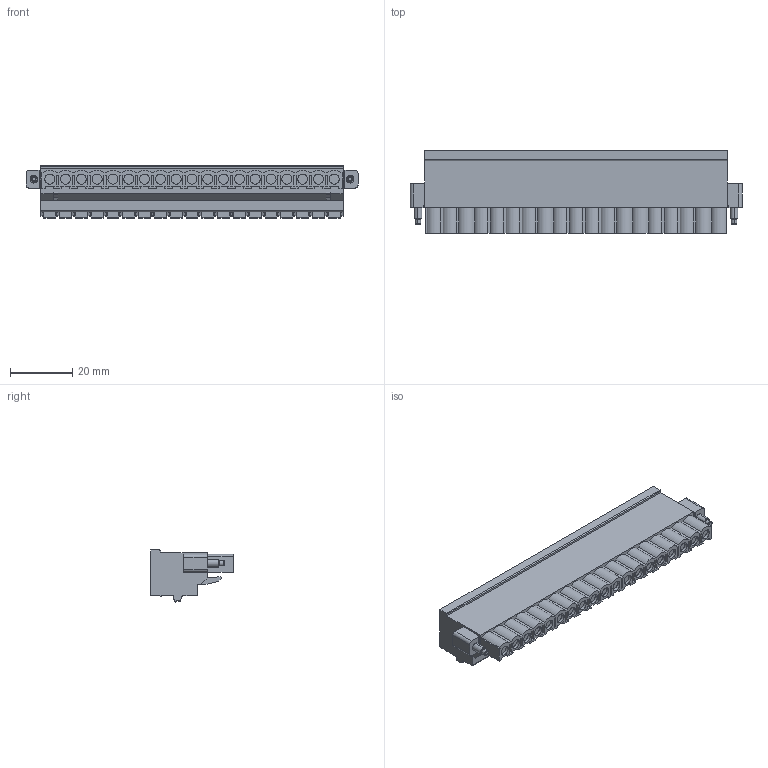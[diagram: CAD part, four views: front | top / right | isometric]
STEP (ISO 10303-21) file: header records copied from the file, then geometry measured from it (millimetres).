
FILE_DESCRIPTION((''),'2;1');
FILE_NAME('3333','2024-09-27T13:36:31',('tluser'),(''),'CREO PARAMETRIC BY PTC INC, 2018100','CREO PARAMETRIC BY PTC INC, 2018100','');
FILE_SCHEMA(('CONFIG_CONTROL_DESIGN'));
Length unit declared in the file: millimetre
Products named in the file (1): 3333
Bounding box: 106.68 x 26.6 x 16.71 mm (x, y, z)
Volume: 27171 mm3; surface area: 11286 mm2
Topology: 1 solids, 1 shells, 1118 faces, 2871 edges, 1910 vertices
Faces by surface type: plane 750, cylinder 360, cone 4, torus 4
Entity records: 33953 total; most frequent: CARTESIAN_POINT 5899, DIRECTION 5843, ORIENTED_EDGE 5742, EDGE_CURVE 2871, VECTOR 2135, LINE 2135, VERTEX_POINT 1910, AXIS2_PLACEMENT_3D 1854
